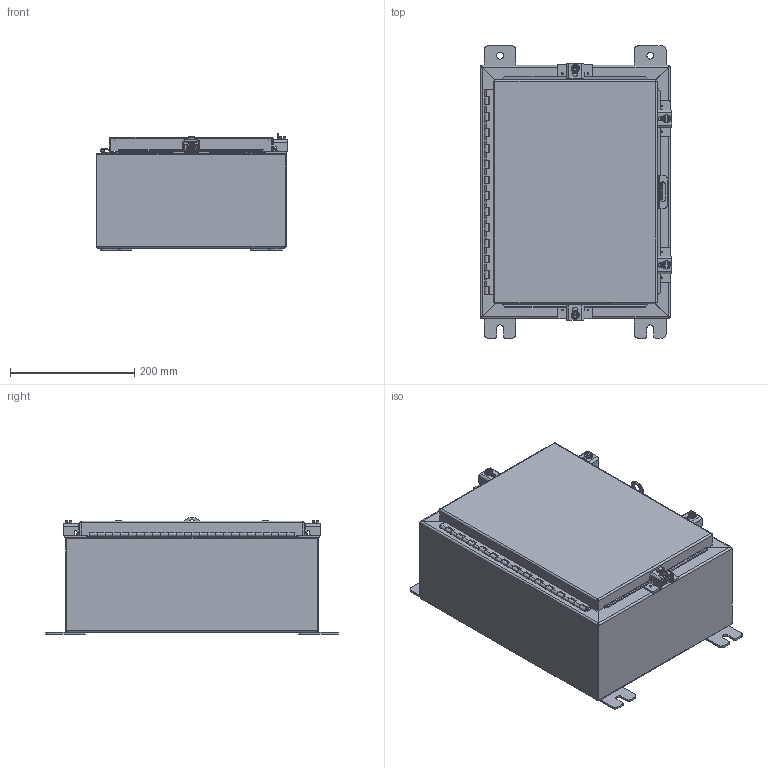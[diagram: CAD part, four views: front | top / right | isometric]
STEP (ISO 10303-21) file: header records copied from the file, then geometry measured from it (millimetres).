
FILE_DESCRIPTION(/* description */ ('ENCL,NEMA4X,ALUM ,(16X12X6)'),/* implementation_level */ '2;1');
FILE_NAME(/* name */ 'ALN4161206.stp',/* time_stamp */ '2019-10-10T08:50:10-05:00',/* author */ ('msekardi'),/* organization */ (''),/* preprocessor_version */ 'ST-DEVELOPER v16.13',/* originating_system */ 'Autodesk Inventor 2018',/* authorisation */ '');
FILE_SCHEMA (('AUTOMOTIVE_DESIGN { 1 0 10303 214 3 1 1 }'));
Length unit declared in the file: inch
Products named in the file (19): ALN4161206; 38414; 348103; ALN4161206BKP; 3296; FOAM IN PLACE; 38846; ALN41612LID; 3286-13; 3286L-13; 3286P-13; 3286T-13; 38828; 30820; HFW30828; HFW30828 & HFW30829 CLAMP; HFW30828 & HFW30829 SCREW; HFW30828 & HFW30829 WASHER; HFW30828 & HFW30829 SPRING
Assembly tree (30 placements, depth 3):
  ALN4161206
    348103  x4
    38414
    ALN4161206BKP
    3296
    FOAM IN PLACE
    38846
    ALN41612LID
    3286-13
      3286L-13
      3286P-13
      3286T-13
    38828  x4
    HFW30828  x4
      HFW30828 & HFW30829 CLAMP
      HFW30828 & HFW30829 SCREW
      HFW30828 & HFW30829 WASHER
      HFW30828 & HFW30829 SPRING
    30820  x4
Bounding box: 307.45 x 469.9 x 186.82 mm (x, y, z)
Volume: 1184947.6 mm3; surface area: 1212764.3 mm2
Topology: 33 solids, 97 shells, 1160 faces, 2997 edges, 2003 vertices
Faces by surface type: plane 618, cylinder 329, bspline 133, cone 46, torus 34
Full cylindrical faces by diameter (mm): 1.652 x4, 2.794 x16, 3.048 x1, 3.967 x1, 5.359 x4, 6.35 x1, 7.163 x4, 8.382 x8, 8.56 x1, 8.89 x4, 11.125 x4, 12.7 x1, 13.208 x4, 15.875 x8
Entity records: 27552 total; most frequent: CARTESIAN_POINT 9765, DIRECTION 3426, ORIENTED_EDGE 3398, EDGE_CURVE 1729, LINE 1190, VECTOR 1190, VERTEX_POINT 1129, AXIS2_PLACEMENT_3D 1118
